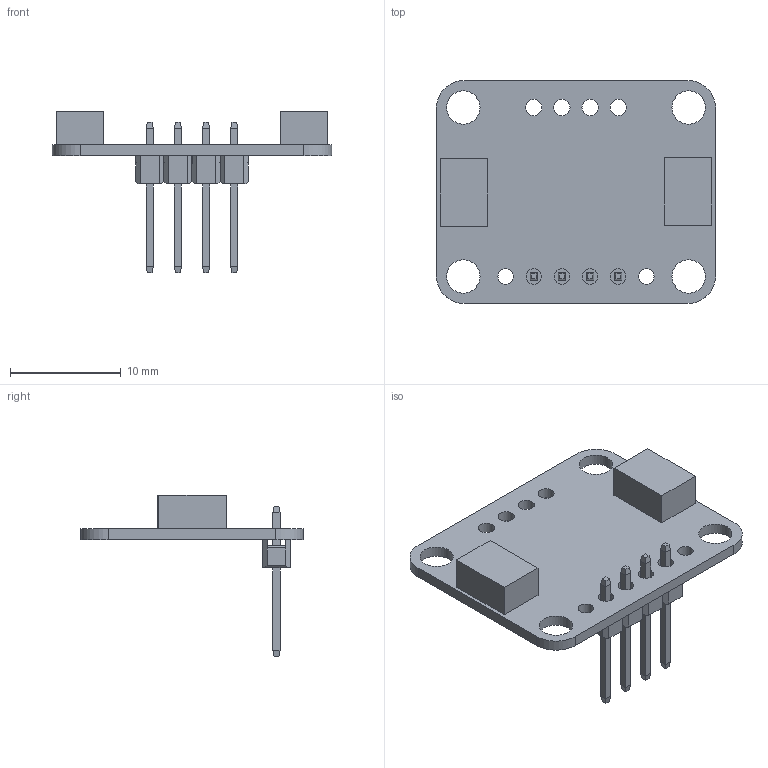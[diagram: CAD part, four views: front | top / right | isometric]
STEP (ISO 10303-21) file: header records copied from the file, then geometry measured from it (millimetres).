
FILE_DESCRIPTION(/* description */ ('STEP AP242','CAx-IF Rec.Pracs.---Representation and Presentation of Product Manufacturing Information (PMI)---4.0---2014-10-13','CAx-IF Rec.Pracs.---3D Tessellated Geometry---0.4---2014-09-14','2;1'),/* implementation_level */ '2;1');
FILE_NAME(/* name */ '647a53f25f617813975cf0be',/* time_stamp */ '2023-06-02T20:41:23Z',/* author */ (''),/* organization */ (''),/* preprocessor_version */ 'ST-DEVELOPER v19.4',/* originating_system */ ' ',/* authorisation */ ' ');
FILE_SCHEMA (('AP242_MANAGED_MODEL_BASED_3D_ENGINEERING_MIM_LF { 1 0 10303 442 1 1 4 }'));
Length unit declared in the file: metre
Products named in the file (7): Adafruit BNO055 IMU Fusion W Pins; Adafruit BNO055 IMU Fusion; 1x4 Male Pin Header
Assembly tree (6 placements, depth 2):
  Adafruit BNO055 IMU Fusion W Pins
    Adafruit BNO055 IMU Fusion
    1x4 Male Pin Header
    1x4 Male Pin Header
    1x4 Male Pin Header
    1x4 Male Pin Header
    1x4 Male Pin Header
Bounding box: 25.2 x 20.12 x 14.54 mm (x, y, z)
Volume: 684.3 mm3; surface area: 1489.1 mm2
Topology: 6 solids, 6 shells, 194 faces, 496 edges, 316 vertices
Faces by surface type: plane 176, cylinder 18
Full cylindrical faces by diameter (mm): 1.39 x6, 1.466 x4, 3.009 x4
Entity records: 5862 total; most frequent: CARTESIAN_POINT 999, ORIENTED_EDGE 964, DIRECTION 920, EDGE_CURVE 482, LINE 446, VECTOR 446, VERTEX_POINT 316, EDGE_LOOP 246
